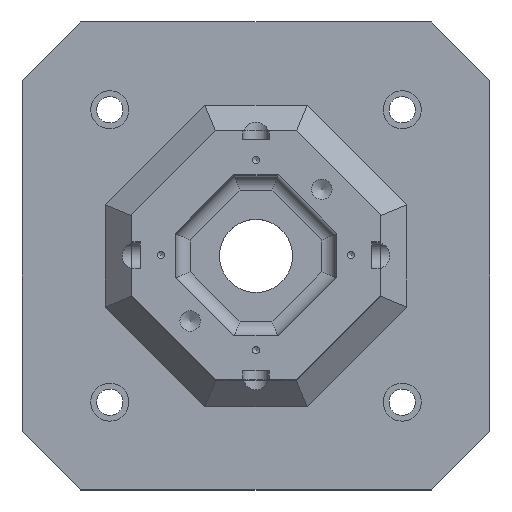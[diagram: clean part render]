
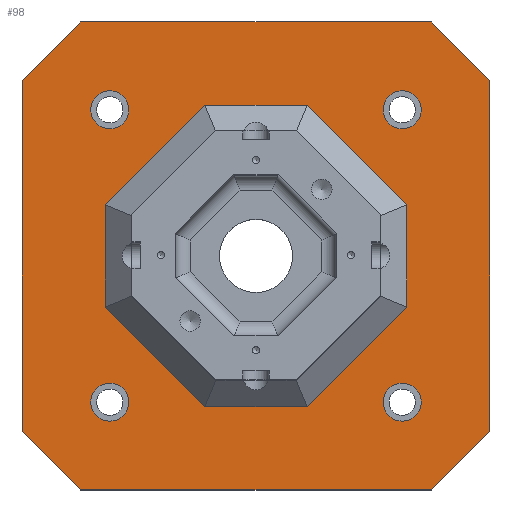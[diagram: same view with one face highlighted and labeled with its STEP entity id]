
A CAD part, top view. The second image highlights one B-rep face of the part: STEP entity #98.
In plain terms, the highlighted planar face has unit normal (0, 0, 1).
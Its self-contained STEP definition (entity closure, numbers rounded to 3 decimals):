
#98 = ADVANCED_FACE( '', ( #337, #338, #339, #340, #341, #342 ), #343, .T. );
#337 = FACE_BOUND( '', #899, .T. );
#338 = FACE_BOUND( '', #900, .T. );
#339 = FACE_BOUND( '', #901, .T. );
#340 = FACE_BOUND( '', #902, .T. );
#341 = FACE_BOUND( '', #903, .T. );
#342 = FACE_OUTER_BOUND( '', #904, .T. );
#343 = PLANE( '', #905 );
#899 = EDGE_LOOP( '', ( #1607 ) );
#900 = EDGE_LOOP( '', ( #1608 ) );
#901 = EDGE_LOOP( '', ( #1609 ) );
#902 = EDGE_LOOP( '', ( #1610 ) );
#903 = EDGE_LOOP( '', ( #1611, #1612, #1613, #1614, #1615, #1616, #1617, #1618 ) );
#904 = EDGE_LOOP( '', ( #1619, #1620, #1621, #1622, #1623, #1624, #1625, #1626 ) );
#905 = AXIS2_PLACEMENT_3D( '', #1627, #1628, #1629 );
#1607 = ORIENTED_EDGE( '', *, *, #2848, .T. );
#1608 = ORIENTED_EDGE( '', *, *, #2849, .T. );
#1609 = ORIENTED_EDGE( '', *, *, #2850, .T. );
#1610 = ORIENTED_EDGE( '', *, *, #2851, .T. );
#1611 = ORIENTED_EDGE( '', *, *, #2852, .T. );
#1612 = ORIENTED_EDGE( '', *, *, #2853, .T. );
#1613 = ORIENTED_EDGE( '', *, *, #2854, .T. );
#1614 = ORIENTED_EDGE( '', *, *, #2855, .T. );
#1615 = ORIENTED_EDGE( '', *, *, #2856, .T. );
#1616 = ORIENTED_EDGE( '', *, *, #2857, .T. );
#1617 = ORIENTED_EDGE( '', *, *, #2842, .T. );
#1618 = ORIENTED_EDGE( '', *, *, #2847, .T. );
#1619 = ORIENTED_EDGE( '', *, *, #2858, .T. );
#1620 = ORIENTED_EDGE( '', *, *, #2859, .T. );
#1621 = ORIENTED_EDGE( '', *, *, #2860, .T. );
#1622 = ORIENTED_EDGE( '', *, *, #2753, .T. );
#1623 = ORIENTED_EDGE( '', *, *, #2861, .T. );
#1624 = ORIENTED_EDGE( '', *, *, #2862, .T. );
#1625 = ORIENTED_EDGE( '', *, *, #2863, .T. );
#1626 = ORIENTED_EDGE( '', *, *, #2864, .T. );
#1627 = CARTESIAN_POINT( '', ( -160., -160., 40. ) );
#1628 = DIRECTION( '', ( 0., 0., 1. ) );
#1629 = DIRECTION( '', ( 1., 0., 0. ) );
#2753 = EDGE_CURVE( '', #3142, #3143, #3144, .F. );
#2842 = EDGE_CURVE( '', #3298, #3300, #3302, .T. );
#2847 = EDGE_CURVE( '', #3300, #3309, #3311, .T. );
#2848 = EDGE_CURVE( '', #3312, #3312, #3313, .T. );
#2849 = EDGE_CURVE( '', #3314, #3314, #3315, .T. );
#2850 = EDGE_CURVE( '', #3316, #3316, #3317, .T. );
#2851 = EDGE_CURVE( '', #3318, #3318, #3319, .T. );
#2852 = EDGE_CURVE( '', #3309, #3320, #3321, .T. );
#2853 = EDGE_CURVE( '', #3320, #3322, #3323, .T. );
#2854 = EDGE_CURVE( '', #3322, #3324, #3325, .T. );
#2855 = EDGE_CURVE( '', #3324, #3326, #3327, .T. );
#2856 = EDGE_CURVE( '', #3326, #3328, #3329, .T. );
#2857 = EDGE_CURVE( '', #3328, #3298, #3330, .T. );
#2858 = EDGE_CURVE( '', #3331, #3332, #3333, .T. );
#2859 = EDGE_CURVE( '', #3332, #3334, #3335, .F. );
#2860 = EDGE_CURVE( '', #3334, #3142, #3336, .T. );
#2861 = EDGE_CURVE( '', #3143, #3337, #3338, .T. );
#2862 = EDGE_CURVE( '', #3337, #3339, #3340, .F. );
#2863 = EDGE_CURVE( '', #3339, #3341, #3342, .T. );
#2864 = EDGE_CURVE( '', #3341, #3331, #3343, .F. );
#3142 = VERTEX_POINT( '', #3789 );
#3143 = VERTEX_POINT( '', #3790 );
#3144 = LINE( '', #3791, #3792 );
#3298 = VERTEX_POINT( '', #4004 );
#3300 = VERTEX_POINT( '', #4007 );
#3302 = LINE( '', #4010, #4011 );
#3309 = VERTEX_POINT( '', #4020 );
#3311 = LINE( '', #4023, #4024 );
#3312 = VERTEX_POINT( '', #4025 );
#3313 = CIRCLE( '', #4026, 13. );
#3314 = VERTEX_POINT( '', #4027 );
#3315 = CIRCLE( '', #4028, 13. );
#3316 = VERTEX_POINT( '', #4029 );
#3317 = CIRCLE( '', #4030, 13. );
#3318 = VERTEX_POINT( '', #4031 );
#3319 = CIRCLE( '', #4032, 13. );
#3320 = VERTEX_POINT( '', #4033 );
#3321 = LINE( '', #4034, #4035 );
#3322 = VERTEX_POINT( '', #4036 );
#3323 = LINE( '', #4037, #4038 );
#3324 = VERTEX_POINT( '', #4039 );
#3325 = LINE( '', #4040, #4041 );
#3326 = VERTEX_POINT( '', #4042 );
#3327 = LINE( '', #4043, #4044 );
#3328 = VERTEX_POINT( '', #4045 );
#3329 = LINE( '', #4046, #4047 );
#3330 = LINE( '', #4048, #4049 );
#3331 = VERTEX_POINT( '', #4050 );
#3332 = VERTEX_POINT( '', #4051 );
#3333 = LINE( '', #4052, #4053 );
#3334 = VERTEX_POINT( '', #4054 );
#3335 = LINE( '', #4055, #4056 );
#3336 = LINE( '', #4057, #4058 );
#3337 = VERTEX_POINT( '', #4059 );
#3338 = LINE( '', #4060, #4061 );
#3339 = VERTEX_POINT( '', #4062 );
#3340 = LINE( '', #4063, #4064 );
#3341 = VERTEX_POINT( '', #4065 );
#3342 = LINE( '', #4066, #4067 );
#3343 = LINE( '', #4068, #4069 );
#3789 = CARTESIAN_POINT( '', ( -120., 160., 40. ) );
#3790 = CARTESIAN_POINT( '', ( -160., 120., 40. ) );
#3791 = CARTESIAN_POINT( '', ( -300., -20., 40. ) );
#3792 = VECTOR( '', #4616, 1000. );
#4004 = CARTESIAN_POINT( '', ( 103., -34.956, 40. ) );
#4007 = CARTESIAN_POINT( '', ( 34.956, -103., 40. ) );
#4010 = CARTESIAN_POINT( '', ( 40.228, -97.728, 40. ) );
#4011 = VECTOR( '', #4758, 1000. );
#4020 = CARTESIAN_POINT( '', ( -34.956, -103., 40. ) );
#4023 = CARTESIAN_POINT( '', ( -27.5, -103., 40. ) );
#4024 = VECTOR( '', #4765, 1000. );
#4025 = CARTESIAN_POINT( '', ( -100., 87., 40. ) );
#4026 = AXIS2_PLACEMENT_3D( '', #4766, #4767, #4768 );
#4027 = CARTESIAN_POINT( '', ( -100., -113., 40. ) );
#4028 = AXIS2_PLACEMENT_3D( '', #4769, #4770, #4771 );
#4029 = CARTESIAN_POINT( '', ( 100., -113., 40. ) );
#4030 = AXIS2_PLACEMENT_3D( '', #4772, #4773, #4774 );
#4031 = CARTESIAN_POINT( '', ( 100., 87., 40. ) );
#4032 = AXIS2_PLACEMENT_3D( '', #4775, #4776, #4777 );
#4033 = CARTESIAN_POINT( '', ( -103., -34.956, 40. ) );
#4034 = CARTESIAN_POINT( '', ( -97.728, -40.228, 40. ) );
#4035 = VECTOR( '', #4778, 1000. );
#4036 = CARTESIAN_POINT( '', ( -103., 34.956, 40. ) );
#4037 = CARTESIAN_POINT( '', ( -103., 27.5, 40. ) );
#4038 = VECTOR( '', #4779, 1000. );
#4039 = CARTESIAN_POINT( '', ( -34.956, 103., 40. ) );
#4040 = CARTESIAN_POINT( '', ( -40.228, 97.728, 40. ) );
#4041 = VECTOR( '', #4780, 1000. );
#4042 = CARTESIAN_POINT( '', ( 34.956, 103., 40. ) );
#4043 = CARTESIAN_POINT( '', ( 27.5, 103., 40. ) );
#4044 = VECTOR( '', #4781, 1000. );
#4045 = CARTESIAN_POINT( '', ( 103., 34.956, 40. ) );
#4046 = CARTESIAN_POINT( '', ( 97.728, 40.228, 40. ) );
#4047 = VECTOR( '', #4782, 1000. );
#4048 = CARTESIAN_POINT( '', ( 103., -27.5, 40. ) );
#4049 = VECTOR( '', #4783, 1000. );
#4050 = CARTESIAN_POINT( '', ( 160., -120., 40. ) );
#4051 = CARTESIAN_POINT( '', ( 160., 120., 40. ) );
#4052 = CARTESIAN_POINT( '', ( 160., -160., 40. ) );
#4053 = VECTOR( '', #4784, 1000. );
#4054 = CARTESIAN_POINT( '', ( 120., 160., 40. ) );
#4055 = CARTESIAN_POINT( '', ( 140., 140., 40. ) );
#4056 = VECTOR( '', #4785, 1000. );
#4057 = CARTESIAN_POINT( '', ( 160., 160., 40. ) );
#4058 = VECTOR( '', #4786, 1000. );
#4059 = CARTESIAN_POINT( '', ( -160., -120., 40. ) );
#4060 = CARTESIAN_POINT( '', ( -160., 160., 40. ) );
#4061 = VECTOR( '', #4787, 1000. );
#4062 = CARTESIAN_POINT( '', ( -120., -160., 40. ) );
#4063 = CARTESIAN_POINT( '', ( -140., -140., 40. ) );
#4064 = VECTOR( '', #4788, 1000. );
#4065 = CARTESIAN_POINT( '', ( 120., -160., 40. ) );
#4066 = CARTESIAN_POINT( '', ( -160., -160., 40. ) );
#4067 = VECTOR( '', #4789, 1000. );
#4068 = CARTESIAN_POINT( '', ( -20., -300., 40. ) );
#4069 = VECTOR( '', #4790, 1000. );
#4616 = DIRECTION( '', ( 0.707, 0.707, 0. ) );
#4758 = DIRECTION( '', ( -0.707, -0.707, 0. ) );
#4765 = DIRECTION( '', ( -1., 0., 0. ) );
#4766 = CARTESIAN_POINT( '', ( -100., 100., 40. ) );
#4767 = DIRECTION( '', ( 0., 0., -1. ) );
#4768 = DIRECTION( '', ( 0., -1., 0. ) );
#4769 = CARTESIAN_POINT( '', ( -100., -100., 40. ) );
#4770 = DIRECTION( '', ( 0., 0., -1. ) );
#4771 = DIRECTION( '', ( 0., -1., 0. ) );
#4772 = CARTESIAN_POINT( '', ( 100., -100., 40. ) );
#4773 = DIRECTION( '', ( 0., 0., -1. ) );
#4774 = DIRECTION( '', ( 0., -1., 0. ) );
#4775 = CARTESIAN_POINT( '', ( 100., 100., 40. ) );
#4776 = DIRECTION( '', ( 0., 0., -1. ) );
#4777 = DIRECTION( '', ( 0., -1., 0. ) );
#4778 = DIRECTION( '', ( -0.707, 0.707, 0. ) );
#4779 = DIRECTION( '', ( 0., 1., 0. ) );
#4780 = DIRECTION( '', ( 0.707, 0.707, 0. ) );
#4781 = DIRECTION( '', ( 1., 0., 0. ) );
#4782 = DIRECTION( '', ( 0.707, -0.707, 0. ) );
#4783 = DIRECTION( '', ( 0., -1., 0. ) );
#4784 = DIRECTION( '', ( 0., 1., 0. ) );
#4785 = DIRECTION( '', ( 0.707, -0.707, 0. ) );
#4786 = DIRECTION( '', ( -1., 0., 0. ) );
#4787 = DIRECTION( '', ( 0., -1., 0. ) );
#4788 = DIRECTION( '', ( -0.707, 0.707, 0. ) );
#4789 = DIRECTION( '', ( 1., 0., 0. ) );
#4790 = DIRECTION( '', ( -0.707, -0.707, 0. ) );
